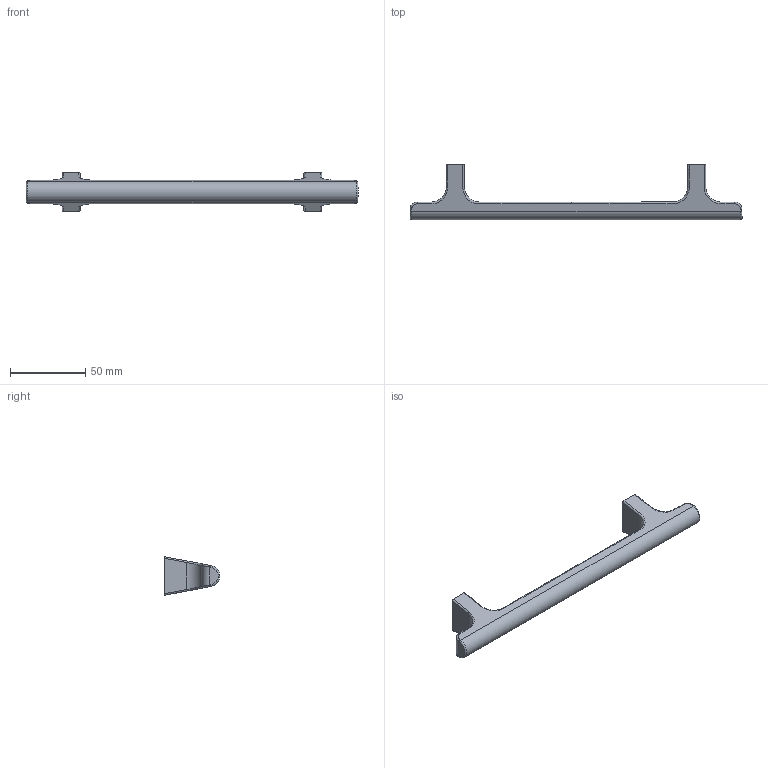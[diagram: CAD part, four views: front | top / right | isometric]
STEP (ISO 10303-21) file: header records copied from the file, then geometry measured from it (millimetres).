
FILE_DESCRIPTION(/* description */ (''),/* implementation_level */ '2;1');
FILE_NAME(/* name */ '0681_160_Assembly_00.stp',/* time_stamp */ '2024-12-17T15:19:53+01:00',/* author */ ('mantolin'),/* organization */ (''),/* preprocessor_version */ 'ST-DEVELOPER v18.1',/* originating_system */ 'Autodesk Inventor 2022',/* authorisation */ '');
FILE_SCHEMA (('AUTOMOTIVE_DESIGN { 1 0 10303 214 3 1 1 }'));
Length unit declared in the file: millimetre
Products named in the file (3): 0681_160_00; itakka 1 cc160 x viefe; iu_1_040_072_m063_l_0
Assembly tree (3 placements, depth 2):
  0681_160_00
    itakka 1 cc160 x viefe
    iu_1_040_072_m063_l_0  x2
Bounding box: 220 x 36.66 x 25.59 mm (x, y, z)
Volume: 46262.2 mm3; surface area: 14627.9 mm2
Topology: 3 solids, 3 shells, 68 faces, 146 edges, 92 vertices
Faces by surface type: cylinder 21, plane 19, bspline 18, cone 8, torus 2
Full cylindrical faces by diameter (mm): 3.3 x2, 5.1 x4, 5.55 x2, 6 x4, 6.3 x2
Entity records: 6587 total; most frequent: CARTESIAN_POINT 5347, ORIENTED_EDGE 240, DIRECTION 192, EDGE_CURVE 120, VERTEX_POINT 76, AXIS2_PLACEMENT_3D 75, EDGE_LOOP 60, FACE_OUTER_BOUND 53
